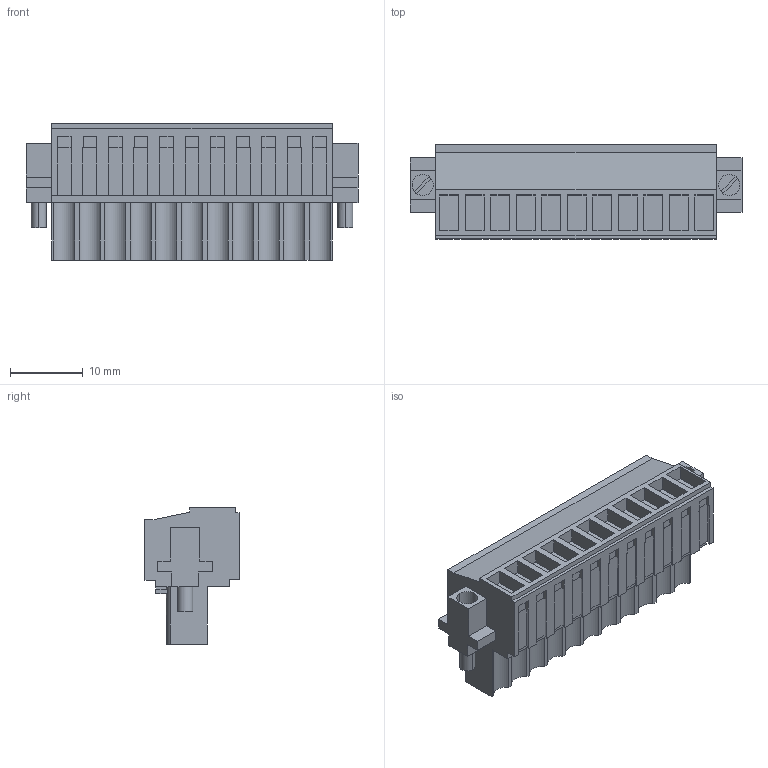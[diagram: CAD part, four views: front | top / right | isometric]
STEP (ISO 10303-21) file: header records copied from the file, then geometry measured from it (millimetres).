
FILE_DESCRIPTION(('CATIA V5R24 STEP','CAx-IF Rec.Pracs.--- Model Styling and Organization---1.2---2011-12-15'),'2;1');
FILE_NAME ('D1453559_0_1615870000_1615870000.stp','2017-05-09T13:00:06+00:00',('none'),('Weidmueller'),'CATIA Version 5-6 Release 2014 SP4 HF52','CATIA V5 STEP AP214','none');
FILE_SCHEMA(('AUTOMOTIVE_DESIGN { 1 0 10303 214 1 1 1 1 }'));
Length unit declared in the file: millimetre
Products named in the file (1): 1615870000
Bounding box: 45.5 x 12.9 x 18.7 mm (x, y, z)
Volume: 5914.2 mm3; surface area: 4947.7 mm2
Topology: 14 solids, 14 shells, 723 faces, 2015 edges, 1370 vertices
Faces by surface type: plane 637, cylinder 86
Entity records: 22378 total; most frequent: CARTESIAN_POINT 4117, ORIENTED_EDGE 4030, DIRECTION 2930, EDGE_CURVE 2015, VECTOR 1721, LINE 1721, VERTEX_POINT 1370, EDGE_LOOP 777
